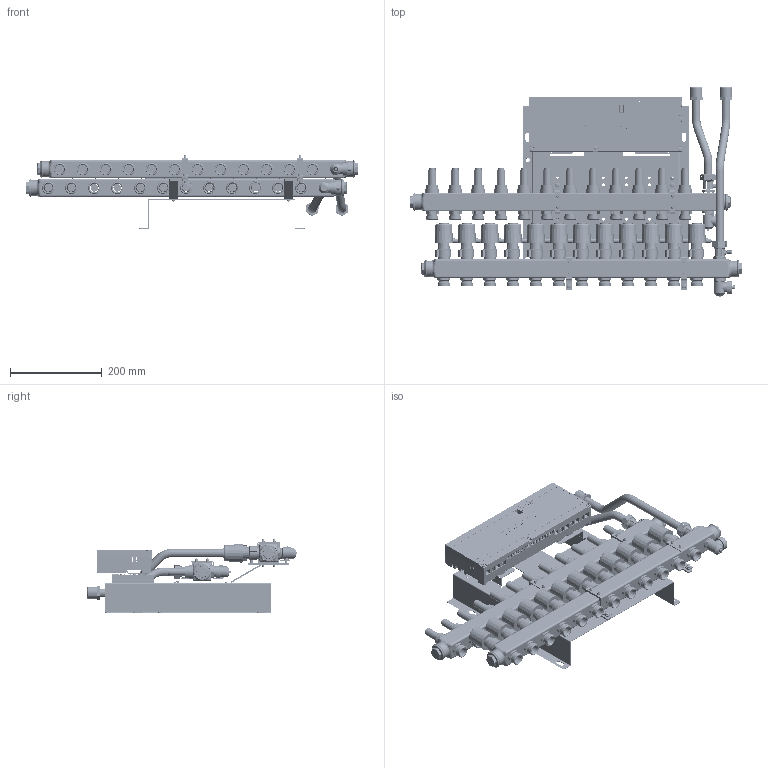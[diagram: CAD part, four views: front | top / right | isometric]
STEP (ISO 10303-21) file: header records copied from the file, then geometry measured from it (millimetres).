
FILE_DESCRIPTION (( 'STEP AP214' ), '1' );
FILE_NAME ('145H1952.STEP', '2024-08-27T06:59:50', ( '' ), ( '' ), 'SwSTEP 2.0', 'SolidWorks 2023', '' );
FILE_SCHEMA (( 'AUTOMOTIVE_DESIGN' ));
Length unit declared in the file: millimetre
Products named in the file (1): 145H1952
Bounding box: 722 x 458.37 x 161 mm (x, y, z)
Surface area: 1090109.8 mm2 (no closed solid volume)
Topology: 0 solids, 277 shells, 2885 faces, 15956 edges, 13013 vertices
Faces by surface type: plane 1640, cylinder 665, cone 317, bspline 136, torus 119, sphere 8
Full cylindrical faces by diameter (mm): 2 x2, 2.043 x2, 3.3 x3, 4.2 x2, 5 x15, 6 x25, 6.5 x1, 7 x2, 8.7 x2, 9 x1, 9.2 x1, 10 x6, 14 x12, 16 x2, 16.6 x12, 18 x6, 18.75 x1, 18.755 x19, 21 x12, 22 x26, 23.75 x2, 24 x2, 25.7 x12, 26 x2, 26.44 x24, 26.441 x2, 26.68 x12, 29 x2, 29.86 x12, 35.2 x4
Entity records: 209196 total; most frequent: CARTESIAN_POINT 64711, DIRECTION 20383, ORIENTED_EDGE 19829, EDGE_CURVE 15350, VERTEX_POINT 12914, LINE 9557, VECTOR 9557, AXIS2_PLACEMENT_3D 5413
